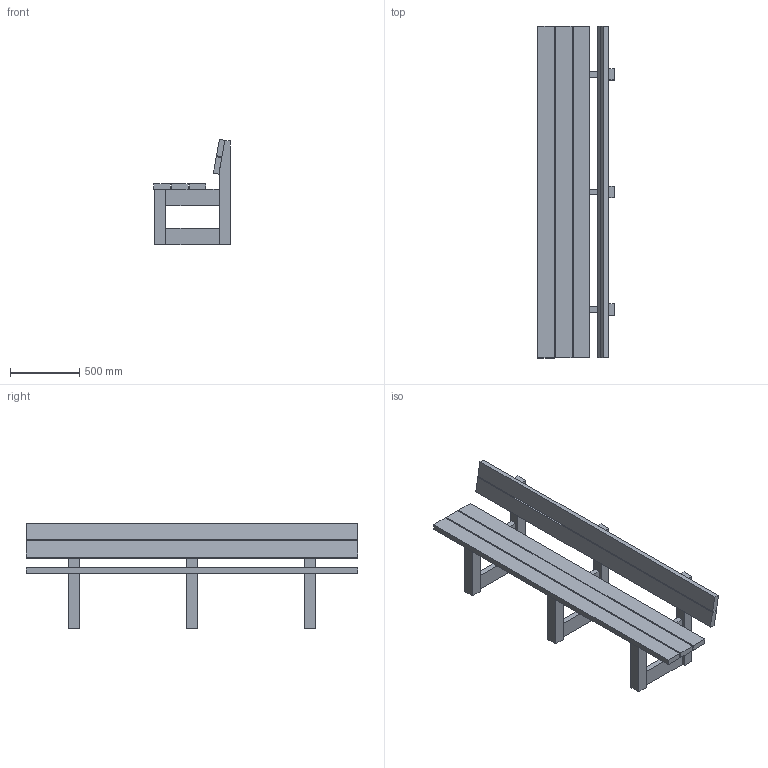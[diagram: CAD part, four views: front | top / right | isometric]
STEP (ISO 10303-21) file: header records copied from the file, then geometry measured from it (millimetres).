
FILE_DESCRIPTION(/* description */ (''),/* implementation_level */ '2;1');
FILE_NAME(/* name */ 'BA London 240 ML 3D.stp',/* time_stamp */ '2021-07-20T14:59:58+02:00',/* author */ ('32474'),/* organization */ (''),/* preprocessor_version */ 'ST-DEVELOPER v18.1',/* originating_system */ 'Autodesk Inventor 2022',/* authorisation */ '');
FILE_SCHEMA (('AUTOMOTIVE_DESIGN { 1 0 10303 214 3 1 1 }'));
Length unit declared in the file: millimetre
Products named in the file (1): BA London 240 ML_Simplify_1
Bounding box: 553 x 2400 x 762 mm (x, y, z)
Volume: 89615482.2 mm3; surface area: 5547277.9 mm2
Topology: 1 solids, 1 shells, 153 faces, 483 edges, 292 vertices
Faces by surface type: plane 135, cylinder 18
Entity records: 5471 total; most frequent: ORIENTED_EDGE 966, CARTESIAN_POINT 929, DIRECTION 827, EDGE_CURVE 483, LINE 447, VECTOR 447, VERTEX_POINT 292, AXIS2_PLACEMENT_3D 190
